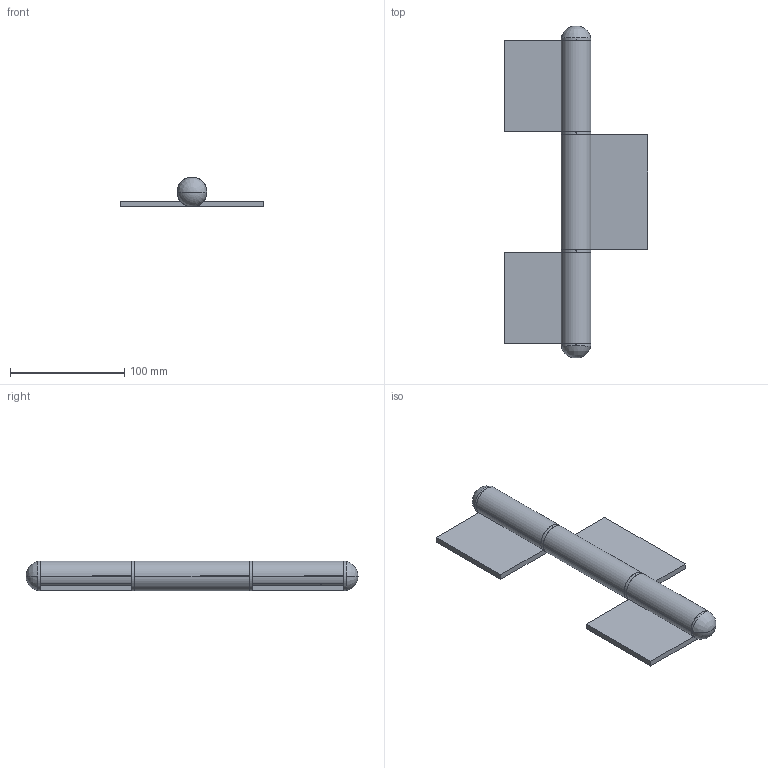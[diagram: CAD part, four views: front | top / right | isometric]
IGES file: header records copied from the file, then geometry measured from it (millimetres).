
Start section: SolidWorks IGES file using analytic representation for surfaces
Global section: file name: 550-260.igs; native system: SolidWorks 2018; preprocessor: SolidWorks 2018; author: Christian; date: 220328.094826; units: millimetre
Bounding box: 126.09 x 291 x 26.1 mm (x, y, z)
Surface area: 86203.1 mm2 (no closed solid volume)
Topology: 0 solids, 0 shells, 263 faces, 3415 edges, 3413 vertices
Faces by surface type: bspline 223, revolution 40
